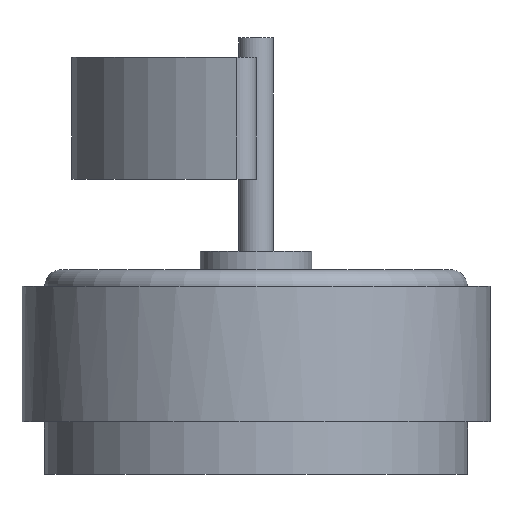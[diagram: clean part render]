
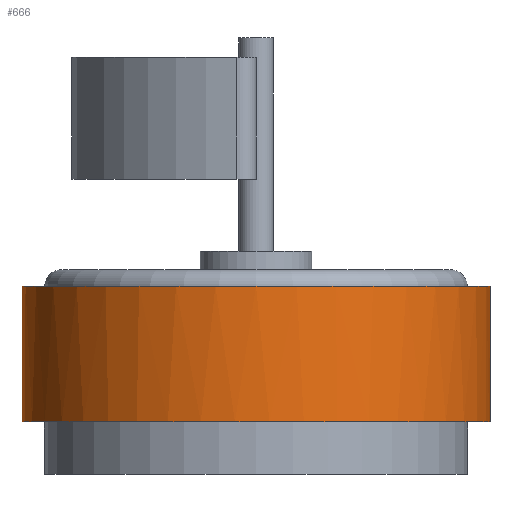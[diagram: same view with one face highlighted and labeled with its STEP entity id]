
A CAD part, front view. The second image highlights one B-rep face of the part: STEP entity #666.
In plain terms, the highlighted cylindrical face has radius 13.45 mm (diameter 26.9 mm), a partial arc.
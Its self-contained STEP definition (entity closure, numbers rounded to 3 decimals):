
#578=CARTESIAN_POINT('Control Point',(-13.45,0.,3.)) ;
#579=CARTESIAN_POINT('Control Point',(-13.45,-2.113,3.)) ;
#580=CARTESIAN_POINT('Control Point',(-13.035,-4.225,3.)) ;
#581=CARTESIAN_POINT('Control Point',(-12.205,-6.229,3.)) ;
#582=CARTESIAN_POINT('Control Point',(-9.804,-9.804,3.)) ;
#583=CARTESIAN_POINT('Control Point',(-6.229,-12.205,3.)) ;
#584=CARTESIAN_POINT('Control Point',(-4.225,-13.035,3.)) ;
#585=CARTESIAN_POINT('Control Point',(0.,-13.865,3.)) ;
#586=CARTESIAN_POINT('Control Point',(4.225,-13.035,3.)) ;
#587=CARTESIAN_POINT('Control Point',(6.229,-12.205,3.)) ;
#588=CARTESIAN_POINT('Control Point',(9.804,-9.804,3.)) ;
#589=CARTESIAN_POINT('Control Point',(12.205,-6.229,3.)) ;
#590=CARTESIAN_POINT('Control Point',(13.035,-4.225,3.)) ;
#591=CARTESIAN_POINT('Control Point',(13.45,-2.113,3.)) ;
#592=CARTESIAN_POINT('Control Point',(13.45,0.,3.)) ;
#593=CARTESIAN_POINT('Vertex',(13.45,0.,3.)) ;
#595=CARTESIAN_POINT('Vertex',(-13.45,0.,3.)) ;
#624=CARTESIAN_POINT('Axis2P3D Location',(0.,0.,4.79)) ;
#629=CARTESIAN_POINT('Line Origine',(-13.45,0.,4.79)) ;
#633=CARTESIAN_POINT('Vertex',(-13.45,0.,10.8)) ;
#640=CARTESIAN_POINT('Vertex',(13.45,0.,10.8)) ;
#643=CARTESIAN_POINT('Line Origine',(13.45,0.,4.79)) ;
#655=CARTESIAN_POINT('Axis2P3D Location',(0.,0.,10.8)) ;
#625=DIRECTION('Axis2P3D Direction',(0.,0.,1.)) ;
#626=DIRECTION('Axis2P3D XDirection',(1.,0.,0.)) ;
#630=DIRECTION('Vector Direction',(0.,0.,1.)) ;
#644=DIRECTION('Vector Direction',(0.,0.,1.)) ;
#656=DIRECTION('Axis2P3D Direction',(0.,0.,1.)) ;
#627=AXIS2_PLACEMENT_3D('Cylinder Axis2P3D',#624,#625,#626) ;
#657=AXIS2_PLACEMENT_3D('Circle Axis2P3D',#655,#656,$) ;
#661=ORIENTED_EDGE('',*,*,#597,.F.) ;
#662=ORIENTED_EDGE('',*,*,#647,.T.) ;
#663=ORIENTED_EDGE('',*,*,#659,.F.) ;
#664=ORIENTED_EDGE('',*,*,#635,.F.) ;
#631=VECTOR('Line Direction',#630,1.) ;
#645=VECTOR('Line Direction',#644,1.) ;
#666=ADVANCED_FACE('PartBody',(#665),#628,.T.) ;
#577=B_SPLINE_CURVE_WITH_KNOTS('',5,(#578,#579,#580,#581,#582,#583,#584,#585,#586,#587,#588,#589,#590,#591,#592),.UNSPECIFIED.,.F.,.U.,(6,3,3,3,6),(42.254,52.818,63.382,73.945,84.509),.UNSPECIFIED.) ;
#658=CIRCLE('generated circle',#657,13.45) ;
#628=CYLINDRICAL_SURFACE('generated cylinder',#627,13.45) ;
#597=EDGE_CURVE('',#594,#596,#577,.F.) ;
#635=EDGE_CURVE('',#596,#634,#632,.T.) ;
#647=EDGE_CURVE('',#594,#641,#646,.T.) ;
#659=EDGE_CURVE('',#634,#641,#658,.T.) ;
#660=EDGE_LOOP('',(#661,#662,#663,#664)) ;
#665=FACE_OUTER_BOUND('',#660,.T.) ;
#632=LINE('Line',#629,#631) ;
#646=LINE('Line',#643,#645) ;
#594=VERTEX_POINT('',#593) ;
#596=VERTEX_POINT('',#595) ;
#634=VERTEX_POINT('',#633) ;
#641=VERTEX_POINT('',#640) ;
